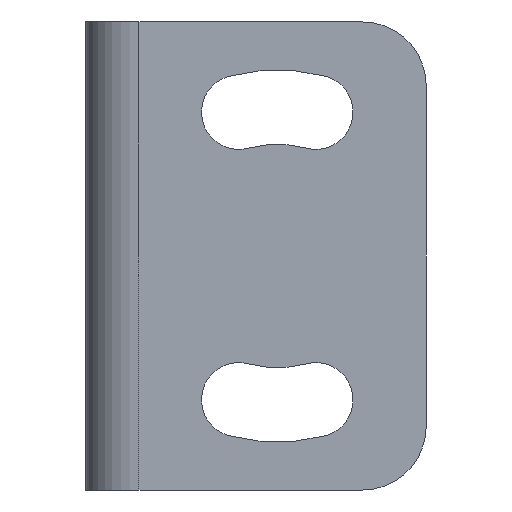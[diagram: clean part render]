
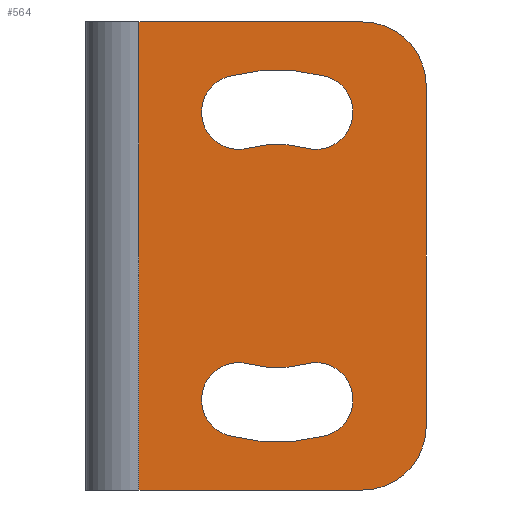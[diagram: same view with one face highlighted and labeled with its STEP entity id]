
A CAD part, front view. The second image highlights one B-rep face of the part: STEP entity #564.
In plain terms, the highlighted planar face has unit normal (0, -1, 0).
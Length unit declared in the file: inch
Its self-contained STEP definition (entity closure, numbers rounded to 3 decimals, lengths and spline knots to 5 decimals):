
#1=DIRECTION('',(0.,0.,1.));
#2=VECTOR('',#1,0.62992);
#3=CARTESIAN_POINT('',(0.62992,0.,-0.31496));
#4=LINE('',#3,#2);
#5=CARTESIAN_POINT('',(0.35433,0.,0.));
#6=DIRECTION('',(0.,-1.,0.));
#7=DIRECTION('',(0.259,0.,0.966));
#8=AXIS2_PLACEMENT_3D('',#5,#6,#7);
#10=CARTESIAN_POINT('',(0.42566,0.,0.2662));
#11=DIRECTION('',(0.,-1.,0.));
#12=DIRECTION('',(-0.259,0.,-0.966));
#13=AXIS2_PLACEMENT_3D('',#10,#11,#12);
#15=CARTESIAN_POINT('',(0.35433,0.,0.));
#16=DIRECTION('',(0.,-1.,0.));
#17=DIRECTION('',(0.259,0.,0.966));
#18=AXIS2_PLACEMENT_3D('',#15,#16,#17);
#20=CARTESIAN_POINT('',(0.283,0.,0.2662));
#21=DIRECTION('',(0.,-1.,0.));
#22=DIRECTION('',(-0.259,0.,0.966));
#23=AXIS2_PLACEMENT_3D('',#20,#21,#22);
#25=CARTESIAN_POINT('',(0.35433,0.,0.));
#26=DIRECTION('',(0.,-1.,0.));
#27=DIRECTION('',(-0.259,0.,-0.966));
#28=AXIS2_PLACEMENT_3D('',#25,#26,#27);
#30=CARTESIAN_POINT('',(0.283,0.,-0.2662));
#31=DIRECTION('',(0.,-1.,0.));
#32=DIRECTION('',(0.259,0.,0.966));
#33=AXIS2_PLACEMENT_3D('',#30,#31,#32);
#35=CARTESIAN_POINT('',(0.35433,0.,0.));
#36=DIRECTION('',(0.,-1.,0.));
#37=DIRECTION('',(-0.259,0.,-0.966));
#38=AXIS2_PLACEMENT_3D('',#35,#36,#37);
#40=CARTESIAN_POINT('',(0.42566,0.,-0.2662));
#41=DIRECTION('',(0.,-1.,0.));
#42=DIRECTION('',(0.259,0.,-0.966));
#43=AXIS2_PLACEMENT_3D('',#40,#41,#42);
#49=CARTESIAN_POINT('',(0.51181,0.,-0.31496));
#50=DIRECTION('',(0.,-1.,0.));
#51=DIRECTION('',(0.,0.,-1.));
#52=AXIS2_PLACEMENT_3D('',#49,#50,#51);
#67=DIRECTION('',(-1.,0.,0.));
#68=VECTOR('',#67,0.41339);
#69=CARTESIAN_POINT('',(0.51181,0.,-0.43307));
#70=LINE('',#69,#68);
#119=CARTESIAN_POINT('',(0.51181,0.,0.31496));
#120=DIRECTION('',(0.,-1.,0.));
#121=DIRECTION('',(1.,0.,0.));
#122=AXIS2_PLACEMENT_3D('',#119,#120,#121);
#133=DIRECTION('',(-1.,0.,0.));
#134=VECTOR('',#133,0.41339);
#135=CARTESIAN_POINT('',(0.51181,0.,0.43307));
#136=LINE('',#135,#134);
#159=DIRECTION('',(0.,0.,1.));
#160=VECTOR('',#159,0.86614);
#161=CARTESIAN_POINT('',(0.09843,0.,-0.43307));
#162=LINE('',#161,#160);
#409=CARTESIAN_POINT('',(0.09843,0.,-0.43307));
#411=VERTEX_POINT('',#409);
#413=CARTESIAN_POINT('',(0.09843,0.,0.43307));
#415=VERTEX_POINT('',#413);
#477=CARTESIAN_POINT('',(0.40783,0.,0.19965));
#478=CARTESIAN_POINT('',(0.30083,0.,0.19965));
#479=VERTEX_POINT('',#477);
#480=VERTEX_POINT('',#478);
#481=CARTESIAN_POINT('',(0.26517,0.,0.33275));
#482=VERTEX_POINT('',#481);
#483=CARTESIAN_POINT('',(0.44349,0.,0.33275));
#484=VERTEX_POINT('',#483);
#485=CARTESIAN_POINT('',(0.30083,0.,-0.19965));
#486=CARTESIAN_POINT('',(0.40783,0.,-0.19965));
#487=VERTEX_POINT('',#485);
#488=VERTEX_POINT('',#486);
#489=CARTESIAN_POINT('',(0.44349,0.,-0.33275));
#490=VERTEX_POINT('',#489);
#491=CARTESIAN_POINT('',(0.26517,0.,-0.33275));
#492=VERTEX_POINT('',#491);
#510=CARTESIAN_POINT('',(0.51181,0.,-0.43307));
#512=VERTEX_POINT('',#510);
#513=CARTESIAN_POINT('',(0.62992,0.,-0.31496));
#514=VERTEX_POINT('',#513);
#518=CARTESIAN_POINT('',(0.62992,0.,0.31496));
#520=VERTEX_POINT('',#518);
#521=CARTESIAN_POINT('',(0.51181,0.,0.43307));
#522=VERTEX_POINT('',#521);
#525=CARTESIAN_POINT('',(0.62992,0.,-0.43307));
#526=DIRECTION('',(0.,-1.,0.));
#527=DIRECTION('',(-1.,0.,0.));
#528=AXIS2_PLACEMENT_3D('',#525,#526,#527);
#529=PLANE('',#528);
#531=ORIENTED_EDGE('',*,*,#530,.F.);
#533=ORIENTED_EDGE('',*,*,#532,.T.);
#535=ORIENTED_EDGE('',*,*,#534,.T.);
#537=ORIENTED_EDGE('',*,*,#536,.F.);
#539=ORIENTED_EDGE('',*,*,#538,.F.);
#541=ORIENTED_EDGE('',*,*,#540,.F.);
#542=EDGE_LOOP('',(#531,#533,#535,#537,#539,#541));
#543=FACE_OUTER_BOUND('',#542,.F.);
#545=ORIENTED_EDGE('',*,*,#544,.F.);
#547=ORIENTED_EDGE('',*,*,#546,.T.);
#549=ORIENTED_EDGE('',*,*,#548,.T.);
#551=ORIENTED_EDGE('',*,*,#550,.T.);
#552=EDGE_LOOP('',(#545,#547,#549,#551));
#553=FACE_BOUND('',#552,.F.);
#555=ORIENTED_EDGE('',*,*,#554,.F.);
#557=ORIENTED_EDGE('',*,*,#556,.T.);
#559=ORIENTED_EDGE('',*,*,#558,.T.);
#561=ORIENTED_EDGE('',*,*,#560,.T.);
#562=EDGE_LOOP('',(#555,#557,#559,#561));
#563=FACE_BOUND('',#562,.F.);
#564=ADVANCED_FACE('',(#543,#553,#563),#529,.T.);
#9=CIRCLE('',#8,0.20669);
#14=CIRCLE('',#13,0.0689);
#19=CIRCLE('',#18,0.34449);
#24=CIRCLE('',#23,0.0689);
#29=CIRCLE('',#28,0.20669);
#34=CIRCLE('',#33,0.0689);
#39=CIRCLE('',#38,0.34449);
#44=CIRCLE('',#43,0.0689);
#53=CIRCLE('',#52,0.11811);
#123=CIRCLE('',#122,0.11811);
#530=EDGE_CURVE('',#512,#514,#53,.T.);
#532=EDGE_CURVE('',#512,#411,#70,.T.);
#534=EDGE_CURVE('',#411,#415,#162,.T.);
#536=EDGE_CURVE('',#522,#415,#136,.T.);
#538=EDGE_CURVE('',#520,#522,#123,.T.);
#540=EDGE_CURVE('',#514,#520,#4,.T.);
#544=EDGE_CURVE('',#479,#480,#9,.T.);
#546=EDGE_CURVE('',#479,#484,#14,.T.);
#548=EDGE_CURVE('',#484,#482,#19,.T.);
#550=EDGE_CURVE('',#482,#480,#24,.T.);
#554=EDGE_CURVE('',#487,#488,#29,.T.);
#556=EDGE_CURVE('',#487,#492,#34,.T.);
#558=EDGE_CURVE('',#492,#490,#39,.T.);
#560=EDGE_CURVE('',#490,#488,#44,.T.);
